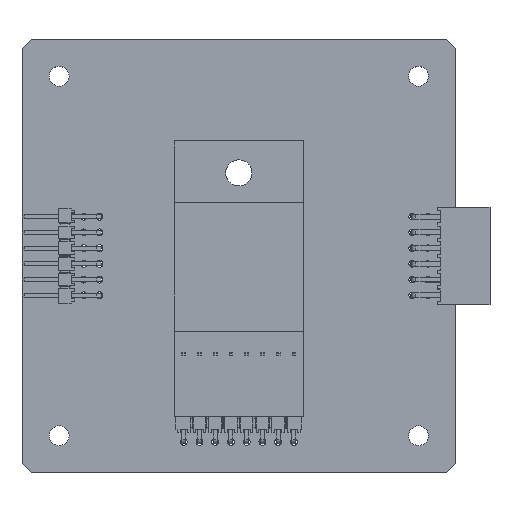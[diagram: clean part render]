
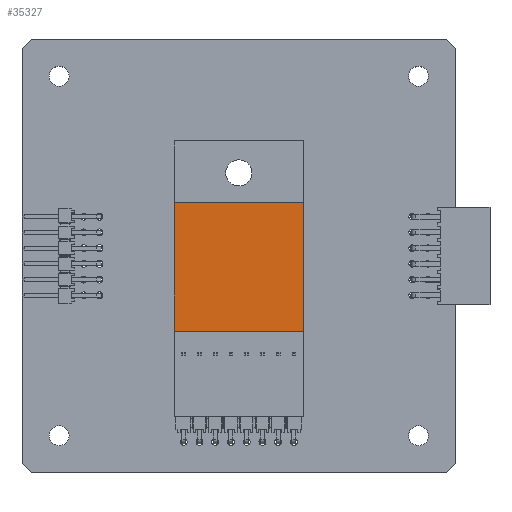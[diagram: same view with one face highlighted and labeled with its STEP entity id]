
A CAD part, top view. The second image highlights one B-rep face of the part: STEP entity #35327.
In plain terms, the highlighted planar face has unit normal (0, 0, 1).
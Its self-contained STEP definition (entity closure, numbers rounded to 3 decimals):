
#2773=FACE_OUTER_BOUND('',#4684,.T.);
#4684=EDGE_LOOP('',(#28267,#28268,#28269,#28270));
#8145=LINE('',#53295,#12640);
#8149=LINE('',#53304,#12644);
#8151=LINE('',#53307,#12646);
#8152=LINE('',#53308,#12647);
#12640=VECTOR('',#43713,10.);
#12644=VECTOR('',#43719,10.);
#12646=VECTOR('',#43723,10.);
#12647=VECTOR('',#43724,10.);
#16397=VERTEX_POINT('',#53292);
#16398=VERTEX_POINT('',#53294);
#16401=VERTEX_POINT('',#53301);
#16402=VERTEX_POINT('',#53303);
#20561=EDGE_CURVE('',#16398,#16397,#8145,.T.);
#20565=EDGE_CURVE('',#16402,#16401,#8149,.T.);
#20567=EDGE_CURVE('',#16397,#16402,#8151,.T.);
#20568=EDGE_CURVE('',#16401,#16398,#8152,.T.);
#28267=ORIENTED_EDGE('',*,*,#20567,.T.);
#28268=ORIENTED_EDGE('',*,*,#20565,.T.);
#28269=ORIENTED_EDGE('',*,*,#20568,.T.);
#28270=ORIENTED_EDGE('',*,*,#20561,.T.);
#33550=PLANE('',#37565);
#35327=ADVANCED_FACE('',(#2773),#33550,.T.);
#37565=AXIS2_PLACEMENT_3D('',#53306,#43721,#43722);
#43713=DIRECTION('',(-1.,0.,0.));
#43719=DIRECTION('',(1.,0.,0.));
#43721=DIRECTION('center_axis',(0.,0.,1.));
#43722=DIRECTION('ref_axis',(1.,0.,0.));
#43723=DIRECTION('',(0.,-1.,0.));
#43724=DIRECTION('',(0.,1.,0.));
#53292=CARTESIAN_POINT('',(0.,34.537,10.092));
#53294=CARTESIAN_POINT('',(20.828,34.537,10.092));
#53295=CARTESIAN_POINT('',(20.828,34.537,10.092));
#53301=CARTESIAN_POINT('',(20.828,13.722,10.092));
#53303=CARTESIAN_POINT('',(0.,13.722,10.092));
#53304=CARTESIAN_POINT('',(0.,13.722,10.092));
#53306=CARTESIAN_POINT('Origin',(10.414,24.13,10.092));
#53307=CARTESIAN_POINT('',(0.,34.537,10.092));
#53308=CARTESIAN_POINT('',(20.828,13.722,10.092));
